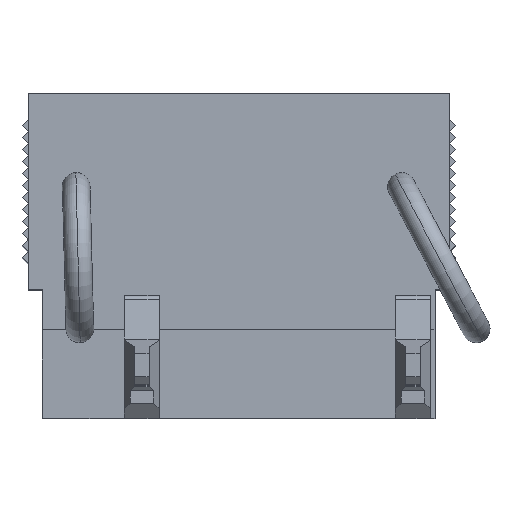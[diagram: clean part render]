
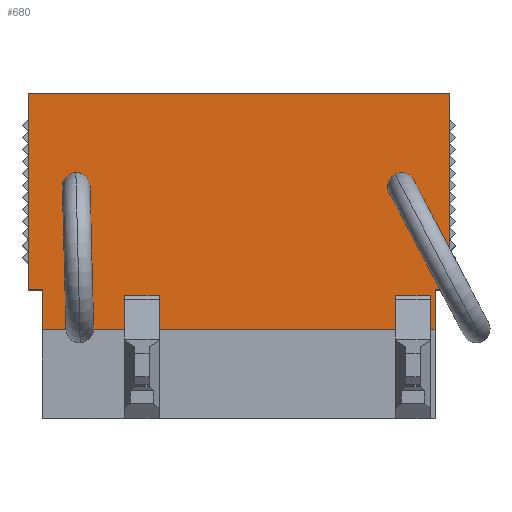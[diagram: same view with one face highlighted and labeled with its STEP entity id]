
A CAD part, top view. The second image highlights one B-rep face of the part: STEP entity #680.
In plain terms, the highlighted planar face has unit normal (0, 0, 1).
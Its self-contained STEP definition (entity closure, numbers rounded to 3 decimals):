
#680=ADVANCED_FACE('',(#1934,#1935,#1936),#1937,.F.);
#1934=FACE_OUTER_BOUND('',#3783,.T.);
#1935=FACE_BOUND('',#3784,.T.);
#1936=FACE_BOUND('',#3785,.T.);
#1937=PLANE('',#3786);
#3783=EDGE_LOOP('',(#5764,#5765,#5766,#5767,#5768,#5769,#5770,#5771,#5772,#5773,#5774,#5775,#5776,#5777,#5778,#5779));
#3784=EDGE_LOOP('',(#5780,#5781));
#3785=EDGE_LOOP('',(#5782,#5783));
#3786=AXIS2_PLACEMENT_3D('',#5784,#5785,#5786);
#5764=ORIENTED_EDGE('',*,*,#11281,.T.);
#5765=ORIENTED_EDGE('',*,*,#11282,.T.);
#5766=ORIENTED_EDGE('',*,*,#11283,.T.);
#5767=ORIENTED_EDGE('',*,*,#11284,.T.);
#5768=ORIENTED_EDGE('',*,*,#11285,.T.);
#5769=ORIENTED_EDGE('',*,*,#11286,.T.);
#5770=ORIENTED_EDGE('',*,*,#11287,.F.);
#5771=ORIENTED_EDGE('',*,*,#11288,.F.);
#5772=ORIENTED_EDGE('',*,*,#11289,.F.);
#5773=ORIENTED_EDGE('',*,*,#11290,.F.);
#5774=ORIENTED_EDGE('',*,*,#11291,.F.);
#5775=ORIENTED_EDGE('',*,*,#11292,.F.);
#5776=ORIENTED_EDGE('',*,*,#11293,.F.);
#5777=ORIENTED_EDGE('',*,*,#11294,.T.);
#5778=ORIENTED_EDGE('',*,*,#11295,.T.);
#5779=ORIENTED_EDGE('',*,*,#11296,.T.);
#5780=ORIENTED_EDGE('',*,*,#11225,.T.);
#5781=ORIENTED_EDGE('',*,*,#11266,.T.);
#5782=ORIENTED_EDGE('',*,*,#11245,.T.);
#5783=ORIENTED_EDGE('',*,*,#11250,.T.);
#5784=CARTESIAN_POINT('',(18.0,22.925,25.5));
#5785=DIRECTION('',(0.0,0.0,-1.0));
#5786=DIRECTION('',(1.0,0.0,0.0));
#11225=EDGE_CURVE('',#13473,#13470,#13474,.T.);
#11245=EDGE_CURVE('',#13507,#13504,#13508,.T.);
#11250=EDGE_CURVE('',#13504,#13507,#13513,.T.);
#11266=EDGE_CURVE('',#13470,#13473,#13529,.T.);
#11281=EDGE_CURVE('',#13544,#13545,#13546,.T.);
#11282=EDGE_CURVE('',#13545,#13547,#13548,.T.);
#11283=EDGE_CURVE('',#13547,#13549,#13550,.T.);
#11284=EDGE_CURVE('',#13549,#13551,#13552,.T.);
#11285=EDGE_CURVE('',#13551,#13553,#13554,.T.);
#11286=EDGE_CURVE('',#13553,#13555,#13556,.T.);
#11287=EDGE_CURVE('',#13557,#13555,#13558,.T.);
#11288=EDGE_CURVE('',#13559,#13557,#13560,.T.);
#11289=EDGE_CURVE('',#13561,#13559,#13562,.T.);
#11290=EDGE_CURVE('',#13563,#13561,#13564,.T.);
#11291=EDGE_CURVE('',#13565,#13563,#13566,.T.);
#11292=EDGE_CURVE('',#13567,#13565,#13568,.T.);
#11293=EDGE_CURVE('',#13569,#13567,#13570,.T.);
#11294=EDGE_CURVE('',#13569,#13571,#13572,.T.);
#11295=EDGE_CURVE('',#13571,#13573,#13574,.T.);
#11296=EDGE_CURVE('',#13573,#13544,#13575,.T.);
#13470=VERTEX_POINT('',#16749);
#13473=VERTEX_POINT('',#16753);
#13474=CIRCLE('',#16754,1.15);
#13504=VERTEX_POINT('',#16791);
#13507=VERTEX_POINT('',#16795);
#13508=CIRCLE('',#16796,1.15);
#13513=CIRCLE('',#16802,1.15);
#13529=CIRCLE('',#16818,1.15);
#13544=VERTEX_POINT('',#16833);
#13545=VERTEX_POINT('',#16834);
#13546=LINE('',#16835,#16836);
#13547=VERTEX_POINT('',#16837);
#13548=LINE('',#16838,#16839);
#13549=VERTEX_POINT('',#16840);
#13550=LINE('',#16841,#16842);
#13551=VERTEX_POINT('',#16843);
#13552=LINE('',#16844,#16845);
#13553=VERTEX_POINT('',#16846);
#13554=LINE('',#16847,#16848);
#13555=VERTEX_POINT('',#16849);
#13556=LINE('',#16850,#16851);
#13557=VERTEX_POINT('',#16852);
#13558=LINE('',#16853,#16854);
#13559=VERTEX_POINT('',#16855);
#13560=LINE('',#16856,#16857);
#13561=VERTEX_POINT('',#16858);
#13562=LINE('',#16859,#16860);
#13563=VERTEX_POINT('',#16861);
#13564=LINE('',#16862,#16863);
#13565=VERTEX_POINT('',#16864);
#13566=LINE('',#16865,#16866);
#13567=VERTEX_POINT('',#16867);
#13568=LINE('',#16868,#16869);
#13569=VERTEX_POINT('',#16870);
#13570=LINE('',#16871,#16872);
#13571=VERTEX_POINT('',#16873);
#13572=LINE('',#16874,#16875);
#13573=VERTEX_POINT('',#16876);
#13574=LINE('',#16877,#16878);
#13575=LINE('',#16879,#16880);
#16749=CARTESIAN_POINT('',(30.35,19.2,25.5));
#16753=CARTESIAN_POINT('',(32.65,19.2,25.5));
#16754=AXIS2_PLACEMENT_3D('',#21523,#21524,#21525);
#16791=CARTESIAN_POINT('',(3.35,19.2,25.5));
#16795=CARTESIAN_POINT('',(5.65,19.2,25.5));
#16796=AXIS2_PLACEMENT_3D('',#21555,#21556,#21557);
#16802=AXIS2_PLACEMENT_3D('',#21565,#21566,#21567);
#16818=AXIS2_PLACEMENT_3D('',#21589,#21590,#21591);
#16833=CARTESIAN_POINT('',(11.4,10.194,25.5));
#16834=CARTESIAN_POINT('',(11.4,7.35,25.5));
#16835=CARTESIAN_POINT('',(11.4,11.463,25.5));
#16836=VECTOR('',#21610,1.0);
#16837=CARTESIAN_POINT('',(31.0,7.35,25.5));
#16838=CARTESIAN_POINT('',(18.0,7.35,25.5));
#16839=VECTOR('',#21611,1.0);
#16840=CARTESIAN_POINT('',(31.0,10.194,25.5));
#16841=CARTESIAN_POINT('',(31.0,11.463,25.5));
#16842=VECTOR('',#21612,1.0);
#16843=CARTESIAN_POINT('',(33.9,10.194,25.5));
#16844=CARTESIAN_POINT('',(22.725,10.194,25.5));
#16845=VECTOR('',#21613,1.0);
#16846=CARTESIAN_POINT('',(33.9,7.35,25.5));
#16847=CARTESIAN_POINT('',(33.9,11.463,25.5));
#16848=VECTOR('',#21614,1.0);
#16849=CARTESIAN_POINT('',(34.3,7.35,25.5));
#16850=CARTESIAN_POINT('',(18.0,7.35,25.5));
#16851=VECTOR('',#21615,1.0);
#16852=CARTESIAN_POINT('',(34.3,10.7,25.5));
#16853=CARTESIAN_POINT('',(34.3,10.063,25.5));
#16854=VECTOR('',#21616,1.0);
#16855=CARTESIAN_POINT('',(35.5,10.7,25.5));
#16856=CARTESIAN_POINT('',(18.0,10.7,25.5));
#16857=VECTOR('',#21617,1.0);
#16858=CARTESIAN_POINT('',(35.5,27.0,25.5));
#16859=CARTESIAN_POINT('',(35.5,22.925,25.5));
#16860=VECTOR('',#21618,1.0);
#16861=CARTESIAN_POINT('',(0.5,27.0,25.5));
#16862=CARTESIAN_POINT('',(18.0,27.0,25.5));
#16863=VECTOR('',#21619,1.0);
#16864=CARTESIAN_POINT('',(0.5,10.7,25.5));
#16865=CARTESIAN_POINT('',(0.5,14.775,25.5));
#16866=VECTOR('',#21620,1.0);
#16867=CARTESIAN_POINT('',(1.7,10.7,25.5));
#16868=CARTESIAN_POINT('',(18.0,10.7,25.5));
#16869=VECTOR('',#21621,1.0);
#16870=CARTESIAN_POINT('',(1.7,7.35,25.5));
#16871=CARTESIAN_POINT('',(1.7,7.988,25.5));
#16872=VECTOR('',#21622,1.0);
#16873=CARTESIAN_POINT('',(8.5,7.35,25.5));
#16874=CARTESIAN_POINT('',(18.0,7.35,25.5));
#16875=VECTOR('',#21623,1.0);
#16876=CARTESIAN_POINT('',(8.5,10.194,25.5));
#16877=CARTESIAN_POINT('',(8.5,11.463,25.5));
#16878=VECTOR('',#21624,1.0);
#16879=CARTESIAN_POINT('',(11.475,10.194,25.5));
#16880=VECTOR('',#21625,1.0);
#21523=CARTESIAN_POINT('',(31.5,19.2,25.5));
#21524=DIRECTION('',(0.0,0.0,-1.0));
#21525=DIRECTION('',(-1.0,0.0,0.0));
#21555=CARTESIAN_POINT('',(4.5,19.2,25.5));
#21556=DIRECTION('',(0.0,0.0,-1.0));
#21557=DIRECTION('',(-1.0,0.0,0.0));
#21565=CARTESIAN_POINT('',(4.5,19.2,25.5));
#21566=DIRECTION('',(0.0,0.0,-1.0));
#21567=DIRECTION('',(-1.0,0.0,0.0));
#21589=CARTESIAN_POINT('',(31.5,19.2,25.5));
#21590=DIRECTION('',(0.0,0.0,-1.0));
#21591=DIRECTION('',(-1.0,0.0,0.0));
#21610=DIRECTION('',(0.0,-1.0,0.0));
#21611=DIRECTION('',(1.0,0.0,0.0));
#21612=DIRECTION('',(0.0,1.0,0.0));
#21613=DIRECTION('',(1.0,0.0,0.0));
#21614=DIRECTION('',(0.0,-1.0,0.0));
#21615=DIRECTION('',(1.0,0.0,0.0));
#21616=DIRECTION('',(0.0,-1.0,0.0));
#21617=DIRECTION('',(-1.0,0.0,0.0));
#21618=DIRECTION('',(0.0,-1.0,0.0));
#21619=DIRECTION('',(1.0,0.0,0.0));
#21620=DIRECTION('',(0.0,1.0,0.0));
#21621=DIRECTION('',(-1.0,0.0,0.0));
#21622=DIRECTION('',(0.0,1.0,0.0));
#21623=DIRECTION('',(1.0,0.0,0.0));
#21624=DIRECTION('',(0.0,1.0,0.0));
#21625=DIRECTION('',(1.0,0.0,0.0));
